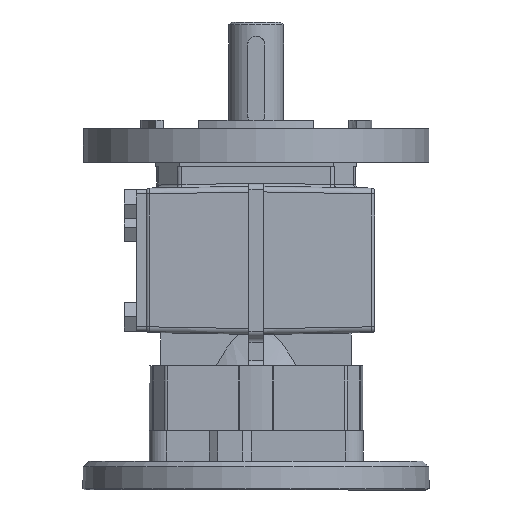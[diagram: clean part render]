
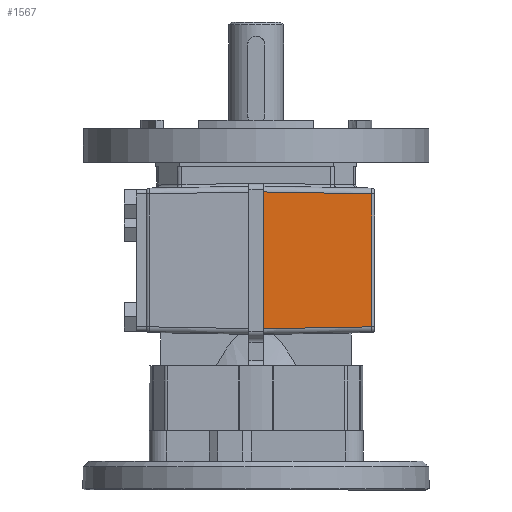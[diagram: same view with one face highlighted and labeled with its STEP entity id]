
A CAD part, left-side view. The second image highlights one B-rep face of the part: STEP entity #1567.
In plain terms, the highlighted planar face has unit normal (-1, -0.018, 0).
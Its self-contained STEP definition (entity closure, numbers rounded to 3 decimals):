
#1567 = ADVANCED_FACE( '', ( #3259 ), #3260, .T. );
#3259 = FACE_OUTER_BOUND( '', #5833, .T. );
#3260 = PLANE( '', #5834 );
#5833 = EDGE_LOOP( '', ( #10577, #10578, #10579, #10580 ) );
#5834 = AXIS2_PLACEMENT_3D( '', #10581, #10582, #10583 );
#10577 = ORIENTED_EDGE( '', *, *, #12126, .F. );
#10578 = ORIENTED_EDGE( '', *, *, #12107, .T. );
#10579 = ORIENTED_EDGE( '', *, *, #11649, .F. );
#10580 = ORIENTED_EDGE( '', *, *, #12506, .F. );
#10581 = CARTESIAN_POINT( '', ( -42., -41., -32.5 ) );
#10582 = DIRECTION( '', ( -1., -0.017, 0. ) );
#10583 = DIRECTION( '', ( -0.017, 1., 0. ) );
#11649 = EDGE_CURVE( '', #13950, #13951, #13952, .T. );
#12107 = EDGE_CURVE( '', #14678, #13951, #14684, .T. );
#12126 = EDGE_CURVE( '', #14678, #14717, #14718, .T. );
#12506 = EDGE_CURVE( '', #14717, #13950, #15245, .T. );
#13950 = VERTEX_POINT( '', #17679 );
#13951 = VERTEX_POINT( '', #17680 );
#13952 = LINE( '', #17681, #17682 );
#14678 = VERTEX_POINT( '', #18957 );
#14684 = LINE( '', #18974, #18975 );
#14717 = VERTEX_POINT( '', #19076 );
#14718 = LINE( '', #19077, #19078 );
#15245 = LINE( '', #20186, #20187 );
#17679 = CARTESIAN_POINT( '', ( -42.672, -2.5, -8.828 ) );
#17680 = CARTESIAN_POINT( '', ( -42.017, -40.017, -9.483 ) );
#17681 = CARTESIAN_POINT( '', ( -41.993, -41.401, -9.507 ) );
#17682 = VECTOR( '', #21912, 1000. );
#18957 = CARTESIAN_POINT( '', ( -42.017, -40.017, -55.517 ) );
#18974 = CARTESIAN_POINT( '', ( -42.017, -40.017, -32.5 ) );
#18975 = VECTOR( '', #22430, 1000. );
#19076 = CARTESIAN_POINT( '', ( -42.672, -2.5, -56.172 ) );
#19077 = CARTESIAN_POINT( '', ( -42.001, -40.965, -55.501 ) );
#19078 = VECTOR( '', #22452, 1000. );
#20186 = CARTESIAN_POINT( '', ( -42.672, -2.5, -32.5 ) );
#20187 = VECTOR( '', #22845, 1000. );
#21912 = DIRECTION( '', ( 0.017, -1., -0.017 ) );
#22430 = DIRECTION( '', ( 0., 0., 1. ) );
#22452 = DIRECTION( '', ( -0.017, 1., -0.017 ) );
#22845 = DIRECTION( '', ( 0., 0., 1. ) );
